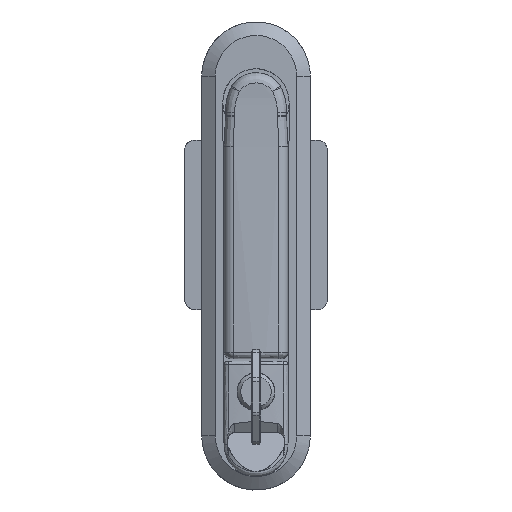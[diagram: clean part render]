
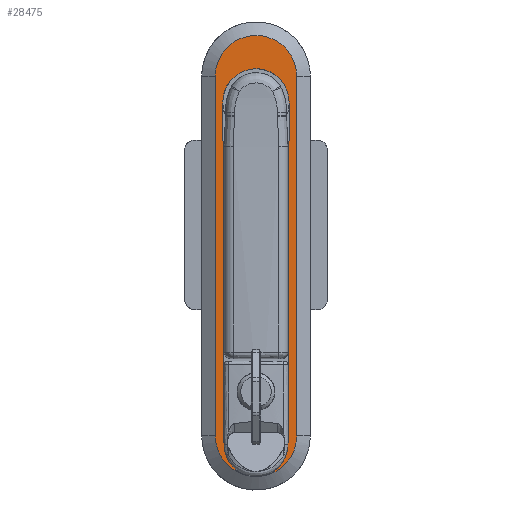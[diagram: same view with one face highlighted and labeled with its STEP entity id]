
A CAD part, front view. The second image highlights one B-rep face of the part: STEP entity #28475.
In plain terms, the highlighted free-form (B-spline) face has degree [1, 1] with [2, 2] control points.
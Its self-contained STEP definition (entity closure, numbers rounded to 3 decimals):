
#26681=CARTESIAN_POINT('',(-5.,9.548,-100.2));
#26682=VERTEX_POINT('',#26681);
#26690=CARTESIAN_POINT('',(-5.,-9.548,-100.2));
#26691=VERTEX_POINT('',#26690);
#26692=CARTESIAN_POINT('',(-5.,-9.548,-100.2));
#26693=CARTESIAN_POINT('',(-5.,9.548,-100.2));
#26694=QUASI_UNIFORM_CURVE('',1,(#26692,#26693),.UNSPECIFIED.,.F.,.U.);
#26695=EDGE_CURVE('',#26691,#26682,#26694,.T.);
#26717=CARTESIAN_POINT('',(-5.,-12.,-98.2));
#26718=VERTEX_POINT('',#26717);
#26733=CARTESIAN_POINT('',(-5.,-12.,7.8));
#26734=VERTEX_POINT('',#26733);
#26740=CARTESIAN_POINT('',(-5.,-12.,-98.2));
#26741=CARTESIAN_POINT('',(-5.,-12.,7.8));
#26742=QUASI_UNIFORM_CURVE('',1,(#26740,#26741),.UNSPECIFIED.,.F.,.U.);
#26743=EDGE_CURVE('',#26718,#26734,#26742,.T.);
#26768=CARTESIAN_POINT('',(-5.,12.,7.8));
#26769=VERTEX_POINT('',#26768);
#26775=CARTESIAN_POINT('',(-5.,-12.,7.8));
#26776=CARTESIAN_POINT('',(-5.,-12.,19.8));
#26777=CARTESIAN_POINT('',(-5.,0.,19.8));
#26778=CARTESIAN_POINT('',(-5.,12.,19.8));
#26779=CARTESIAN_POINT('',(-5.,12.,7.8));
#26787=(BOUNDED_CURVE()B_SPLINE_CURVE(2,(#26775,#26776,#26777,#26778,#26779),.UNSPECIFIED.,.F.,.U.)B_SPLINE_CURVE_WITH_KNOTS((3,2,3),(0.0,0.5,1.0),.UNSPECIFIED.)CURVE()GEOMETRIC_REPRESENTATION_ITEM()RATIONAL_B_SPLINE_CURVE((1.0,0.707,1.0,0.707,1.0))REPRESENTATION_ITEM(''));
#26788=EDGE_CURVE('',#26734,#26769,#26787,.T.);
#26827=CARTESIAN_POINT('',(-5.,12.,-98.2));
#26828=VERTEX_POINT('',#26827);
#26854=CARTESIAN_POINT('',(-5.,12.,-98.2));
#26855=CARTESIAN_POINT('',(-5.,12.,-105.128));
#26856=CARTESIAN_POINT('',(-5.,6.,-108.592));
#26857=CARTESIAN_POINT('',(-5.,0.,-112.056));
#26858=CARTESIAN_POINT('',(-5.,-6.,-108.592));
#26859=CARTESIAN_POINT('',(-5.,-12.,-105.128));
#26860=CARTESIAN_POINT('',(-5.,-12.,-98.2));
#26868=(BOUNDED_CURVE()B_SPLINE_CURVE(2,(#26854,#26855,#26856,#26857,#26858,#26859,#26860),.UNSPECIFIED.,.F.,.U.)B_SPLINE_CURVE_WITH_KNOTS((3,2,2,3),(0.0,0.333,0.667,1.0),.UNSPECIFIED.)CURVE()GEOMETRIC_REPRESENTATION_ITEM()RATIONAL_B_SPLINE_CURVE((1.0,0.866,1.0,0.866,1.0,0.866,1.0))REPRESENTATION_ITEM(''));
#26869=EDGE_CURVE('',#26828,#26718,#26868,.T.);
#26886=CARTESIAN_POINT('',(-5.,12.,7.8));
#26887=CARTESIAN_POINT('',(-5.,12.,-98.2));
#26888=QUASI_UNIFORM_CURVE('',1,(#26886,#26887),.UNSPECIFIED.,.F.,.U.);
#26889=EDGE_CURVE('',#26769,#26828,#26888,.T.);
#27836=CARTESIAN_POINT('',(-5.,-9.749,-0.41));
#27837=VERTEX_POINT('',#27836);
#27838=CARTESIAN_POINT('',(-5.,-9.548,-100.2));
#27839=CARTESIAN_POINT('',(-5.,-9.749,-0.41));
#27840=QUASI_UNIFORM_CURVE('',1,(#27838,#27839),.UNSPECIFIED.,.F.,.U.);
#27841=EDGE_CURVE('',#26691,#27837,#27840,.T.);
#27856=CARTESIAN_POINT('',(-5.,9.749,-0.41));
#27857=VERTEX_POINT('',#27856);
#27858=CARTESIAN_POINT('',(-5.,9.749,-0.41));
#27859=CARTESIAN_POINT('',(-5.,9.548,-100.2));
#27860=QUASI_UNIFORM_CURVE('',1,(#27858,#27859),.UNSPECIFIED.,.F.,.U.);
#27861=EDGE_CURVE('',#27857,#26682,#27860,.T.);
#27918=CARTESIAN_POINT('',(-5.,-9.75,-0.275));
#27919=VERTEX_POINT('',#27918);
#27925=CARTESIAN_POINT('',(-5.,-9.75,0.225));
#27926=VERTEX_POINT('',#27925);
#27927=CARTESIAN_POINT('',(-5.,-9.75,-0.275));
#27928=CARTESIAN_POINT('',(-5.,-9.75,0.225));
#27929=QUASI_UNIFORM_CURVE('',1,(#27927,#27928),.UNSPECIFIED.,.F.,.U.);
#27930=EDGE_CURVE('',#27919,#27926,#27929,.T.);
#27972=CARTESIAN_POINT('',(-5.,9.75,-0.225));
#27973=VERTEX_POINT('',#27972);
#27974=CARTESIAN_POINT('',(-5.,9.75,-0.225));
#27975=CARTESIAN_POINT('',(-5.,9.75,-0.318));
#27976=CARTESIAN_POINT('',(-5.,9.749,-0.41));
#27984=(BOUNDED_CURVE()B_SPLINE_CURVE(2,(#27974,#27975,#27976),.UNSPECIFIED.,.F.,.U.)CURVE()GEOMETRIC_REPRESENTATION_ITEM()QUASI_UNIFORM_CURVE()RATIONAL_B_SPLINE_CURVE((1.0,1.,1.0))REPRESENTATION_ITEM(''));
#27985=EDGE_CURVE('',#27973,#27857,#27984,.T.);
#28004=CARTESIAN_POINT('',(-5.,-9.749,-0.41));
#28005=CARTESIAN_POINT('',(-5.,-9.75,-0.342));
#28006=CARTESIAN_POINT('',(-5.,-9.75,-0.275));
#28014=(BOUNDED_CURVE()B_SPLINE_CURVE(2,(#28004,#28005,#28006),.UNSPECIFIED.,.F.,.U.)CURVE()GEOMETRIC_REPRESENTATION_ITEM()QUASI_UNIFORM_CURVE()RATIONAL_B_SPLINE_CURVE((1.0,1.,1.0))REPRESENTATION_ITEM(''));
#28015=EDGE_CURVE('',#27837,#27919,#28014,.T.);
#28082=CARTESIAN_POINT('',(-5.,9.75,0.225));
#28083=VERTEX_POINT('',#28082);
#28089=CARTESIAN_POINT('',(-5.,9.75,0.225));
#28090=CARTESIAN_POINT('',(-5.,9.75,-0.225));
#28091=QUASI_UNIFORM_CURVE('',1,(#28089,#28090),.UNSPECIFIED.,.F.,.U.);
#28092=EDGE_CURVE('',#28083,#27973,#28091,.T.);
#28116=CARTESIAN_POINT('',(-5.,-9.75,0.225));
#28117=CARTESIAN_POINT('',(-5.,-9.764,5.866));
#28118=CARTESIAN_POINT('',(-5.,-4.882,8.69));
#28119=CARTESIAN_POINT('',(-5.,0.,11.514));
#28120=CARTESIAN_POINT('',(-5.,4.882,8.69));
#28121=CARTESIAN_POINT('',(-5.,9.764,5.866));
#28122=CARTESIAN_POINT('',(-5.,9.75,0.225));
#28130=(BOUNDED_CURVE()B_SPLINE_CURVE(2,(#28116,#28117,#28118,#28119,#28120,#28121,#28122),.UNSPECIFIED.,.F.,.U.)B_SPLINE_CURVE_WITH_KNOTS((3,2,2,3),(0.0,0.333,0.667,1.0),.UNSPECIFIED.)CURVE()GEOMETRIC_REPRESENTATION_ITEM()RATIONAL_B_SPLINE_CURVE((1.0,0.866,1.0,0.866,1.0,0.866,1.0))REPRESENTATION_ITEM(''));
#28131=EDGE_CURVE('',#27926,#28083,#28130,.T.);
#28454=CARTESIAN_POINT('',(-5.,13.199,26.293));
#28455=CARTESIAN_POINT('',(-5.,-13.199,26.293));
#28456=CARTESIAN_POINT('',(-5.,13.199,-116.693));
#28457=CARTESIAN_POINT('',(-5.,-13.199,-116.693));
#28458=B_SPLINE_SURFACE_WITH_KNOTS('',1,1,((#28454,#28456),(#28455,#28457)),.UNSPECIFIED.,.F.,.F.,.U.,(2,2),(2,2),(0.0,26.398),(0.0,142.987),.UNSPECIFIED.);
#28459=ORIENTED_EDGE('',*,*,#26869,.T.);
#28460=ORIENTED_EDGE('',*,*,#26743,.T.);
#28461=ORIENTED_EDGE('',*,*,#26788,.T.);
#28462=ORIENTED_EDGE('',*,*,#26889,.T.);
#28463=EDGE_LOOP('',(#28459,#28460,#28461,#28462));
#28464=FACE_OUTER_BOUND('',#28463,.T.);
#28465=ORIENTED_EDGE('',*,*,#27841,.F.);
#28466=ORIENTED_EDGE('',*,*,#26695,.T.);
#28467=ORIENTED_EDGE('',*,*,#27861,.F.);
#28468=ORIENTED_EDGE('',*,*,#27985,.F.);
#28469=ORIENTED_EDGE('',*,*,#28092,.F.);
#28470=ORIENTED_EDGE('',*,*,#28131,.F.);
#28471=ORIENTED_EDGE('',*,*,#27930,.F.);
#28472=ORIENTED_EDGE('',*,*,#28015,.F.);
#28473=EDGE_LOOP('',(#28465,#28466,#28467,#28468,#28469,#28470,#28471,#28472));
#28474=FACE_BOUND('',#28473,.T.);
#28475=ADVANCED_FACE('',(#28464,#28474),#28458,.F.);
